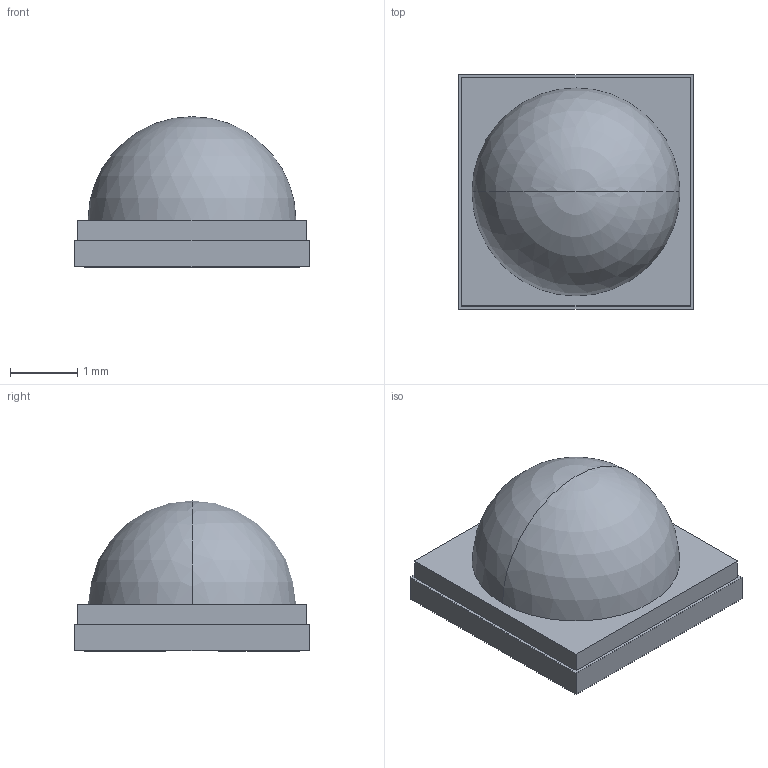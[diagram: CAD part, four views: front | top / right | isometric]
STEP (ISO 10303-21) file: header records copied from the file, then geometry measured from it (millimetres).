
FILE_DESCRIPTION((''),'2;1');
FILE_NAME('BE_2020','2020-05-18T',('STJ945188'),('Nihon Parametric Technology K.K.'),'CREO PARAMETRIC BY PTC INC, 2017480','CREO PARAMETRIC BY PTC INC, 2017480','');
FILE_SCHEMA(('CONFIG_CONTROL_DESIGN'));
Length unit declared in the file: millimetre
Products named in the file (1): BE_2020
Bounding box: 3.5 x 3.5 x 2.25 mm (x, y, z)
Volume: 16.1 mm3; surface area: 41.7 mm2
Topology: 1 solids, 1 shells, 24 faces, 57 edges, 37 vertices
Faces by surface type: plane 22, sphere 2
Entity records: 709 total; most frequent: CARTESIAN_POINT 116, ORIENTED_EDGE 110, DIRECTION 107, EDGE_CURVE 55, VECTOR 51, LINE 51, VERTEX_POINT 37, AXIS2_PLACEMENT_3D 28
